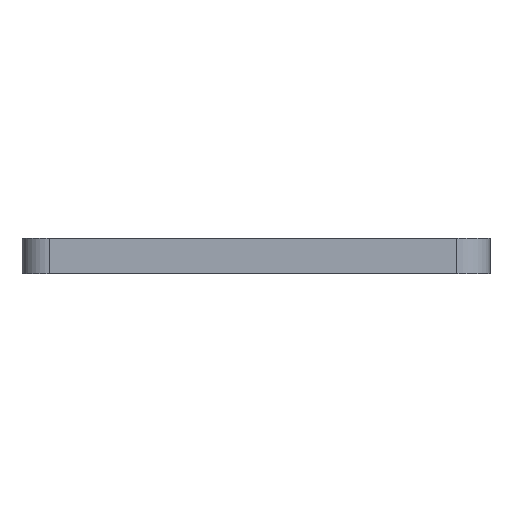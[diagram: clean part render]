
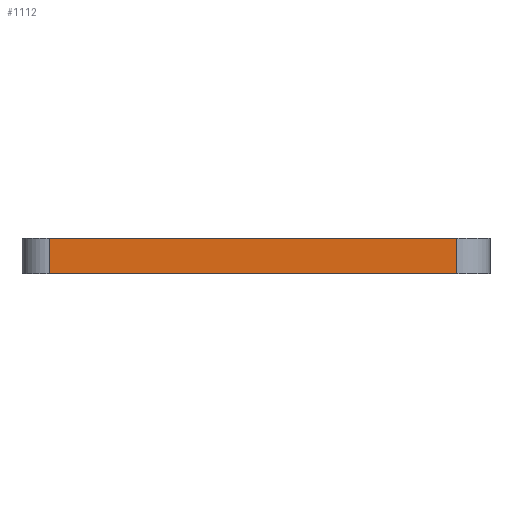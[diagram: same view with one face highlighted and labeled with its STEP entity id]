
A CAD part, front view. The second image highlights one B-rep face of the part: STEP entity #1112.
In plain terms, the highlighted planar face has unit normal (0, -1, 0).
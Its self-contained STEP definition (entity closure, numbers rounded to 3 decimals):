
#76=PLANE('',#1257);
#136=FACE_OUTER_BOUND('',#236,.T.);
#236=EDGE_LOOP('',(#1001,#1002,#1003,#1004));
#247=LINE('',#1666,#327);
#252=LINE('',#1678,#332);
#283=LINE('',#1805,#363);
#317=LINE('',#1909,#397);
#327=VECTOR('',#1334,10.);
#332=VECTOR('',#1345,10.);
#363=VECTOR('',#1460,10.);
#397=VECTOR('',#1592,10.);
#490=VERTEX_POINT('',#1663);
#491=VERTEX_POINT('',#1665);
#495=VERTEX_POINT('',#1677);
#549=VERTEX_POINT('',#1803);
#596=EDGE_CURVE('',#490,#491,#247,.T.);
#602=EDGE_CURVE('',#491,#495,#252,.T.);
#666=EDGE_CURVE('',#490,#549,#283,.T.);
#717=EDGE_CURVE('',#549,#495,#317,.T.);
#1001=ORIENTED_EDGE('',*,*,#596,.F.);
#1002=ORIENTED_EDGE('',*,*,#666,.T.);
#1003=ORIENTED_EDGE('',*,*,#717,.T.);
#1004=ORIENTED_EDGE('',*,*,#602,.F.);
#1112=ADVANCED_FACE('',(#136),#76,.T.);
#1257=AXIS2_PLACEMENT_3D('',#1910,#1593,#1594);
#1334=DIRECTION('',(0.,0.,-1.));
#1345=DIRECTION('',(-1.,0.,0.));
#1460=DIRECTION('',(-1.,0.,0.));
#1592=DIRECTION('',(0.,0.,-1.));
#1593=DIRECTION('center_axis',(0.,-1.,0.));
#1594=DIRECTION('ref_axis',(-1.,0.,0.));
#1663=CARTESIAN_POINT('',(144.201,-35.042,-45.606));
#1665=CARTESIAN_POINT('',(144.201,-35.042,-51.956));
#1666=CARTESIAN_POINT('',(144.201,-35.042,-48.781));
#1677=CARTESIAN_POINT('',(70.494,-35.042,-51.956));
#1678=CARTESIAN_POINT('',(149.853,-35.042,-51.956));
#1803=CARTESIAN_POINT('',(70.494,-35.042,-45.606));
#1805=CARTESIAN_POINT('',(149.853,-35.042,-45.606));
#1909=CARTESIAN_POINT('',(70.494,-35.042,-45.606));
#1910=CARTESIAN_POINT('Origin',(149.201,-35.042,-45.606));
